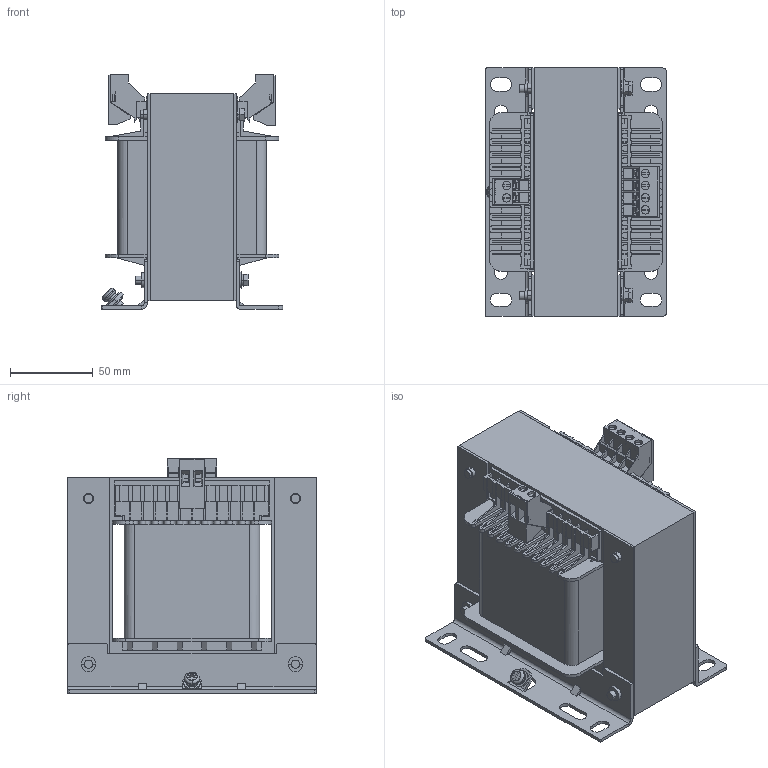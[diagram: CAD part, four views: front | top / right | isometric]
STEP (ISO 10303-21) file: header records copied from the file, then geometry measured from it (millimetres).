
FILE_DESCRIPTION((''),'2;1');
FILE_NAME('630_ASM_ASM','2024-07-10T13:37:52',('yanyan'),(''),'CREO PARAMETRIC BY PTC INC, 2020044','CREO PARAMETRIC BY PTC INC, 2020044','');
FILE_SCHEMA(('CONFIG_CONTROL_DESIGN','SHAPE_APPEARANCE_LAYERS_GROUPS'));
Length unit declared in the file: millimetre
Products named in the file (1): 630_ASM_ASM
Bounding box: 109.5 x 150 x 141.58 mm (x, y, z)
Surface area: 231730.9 mm2 (no closed solid volume)
Topology: 0 solids, 48 shells, 1798 faces, 4959 edges, 3202 vertices
Faces by surface type: plane 1496, cylinder 298, torus 4
Entity records: 56712 total; most frequent: CARTESIAN_POINT 10059, ORIENTED_EDGE 9890, DIRECTION 9244, EDGE_CURVE 4959, VECTOR 4192, LINE 4192, VERTEX_POINT 3202, AXIS2_PLACEMENT_3D 2526
